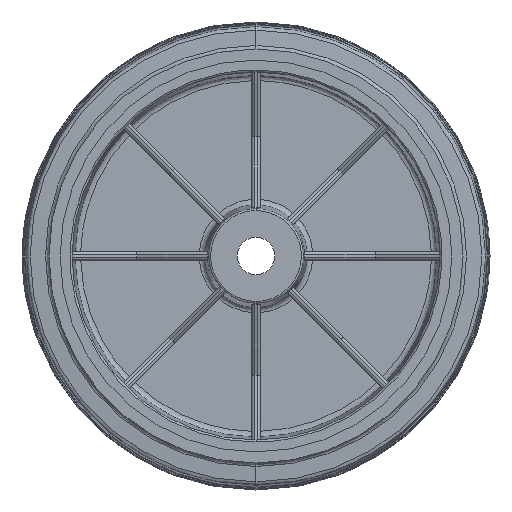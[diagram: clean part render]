
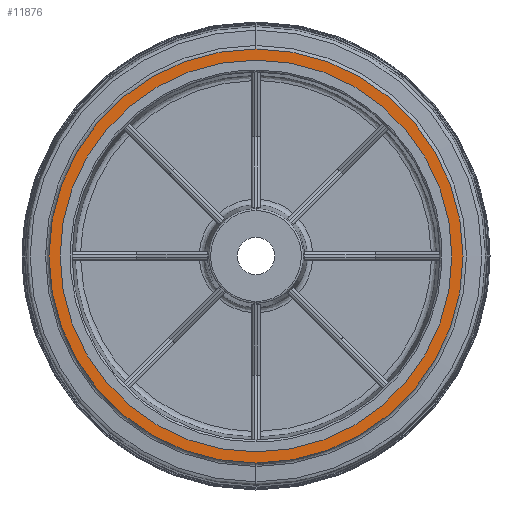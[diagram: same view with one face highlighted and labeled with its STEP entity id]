
A CAD part, left-side view. The second image highlights one B-rep face of the part: STEP entity #11876.
In plain terms, the highlighted planar face has unit normal (-1, 0, 0).
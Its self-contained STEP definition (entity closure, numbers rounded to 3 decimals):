
#380 = CARTESIAN_POINT ( 'NONE',  ( -30., 0., 0. ) ) ;
#451 = FACE_OUTER_BOUND ( 'NONE', #6412, .T. ) ;
#827 = AXIS2_PLACEMENT_3D ( 'NONE', #380, #5207, #10112 ) ;
#2810 = VERTEX_POINT ( 'NONE', #3581 ) ;
#3274 = AXIS2_PLACEMENT_3D ( 'NONE', #11422, #14930, #10232 ) ;
#3283 = ORIENTED_EDGE ( 'NONE', *, *, #7510, .T. ) ;
#3581 = CARTESIAN_POINT ( 'NONE',  ( -30., 0., 111. ) ) ;
#3995 = DIRECTION ( 'NONE',  ( -1., 0., 0. ) ) ;
#4054 = FACE_BOUND ( 'NONE', #4615, .T. ) ;
#4615 = EDGE_LOOP ( 'NONE', ( #5501, #11996 ) ) ;
#4758 = CIRCLE ( 'NONE', #14228, 111. ) ;
#5207 = DIRECTION ( 'NONE',  ( -1., 0., 0. ) ) ;
#5501 = ORIENTED_EDGE ( 'NONE', *, *, #7434, .T. ) ;
#5786 = EDGE_CURVE ( 'NONE', #2810, #11698, #4758, .T. ) ;
#6226 = CARTESIAN_POINT ( 'NONE',  ( -30., 0., 0. ) ) ;
#6412 = EDGE_LOOP ( 'NONE', ( #3283, #15001 ) ) ;
#6555 = CIRCLE ( 'NONE', #7266, 105. ) ;
#6978 = CIRCLE ( 'NONE', #3274, 105. ) ;
#7021 = CIRCLE ( 'NONE', #827, 111. ) ;
#7034 = EDGE_CURVE ( 'NONE', #11636, #8835, #6978, .T. ) ;
#7266 = AXIS2_PLACEMENT_3D ( 'NONE', #6226, #14571, #13420 ) ;
#7434 = EDGE_CURVE ( 'NONE', #8835, #11636, #6555, .T. ) ;
#7469 = DIRECTION ( 'NONE',  ( 0., 0., -1. ) ) ;
#7510 = EDGE_CURVE ( 'NONE', #11698, #2810, #7021, .T. ) ;
#7612 = DIRECTION ( 'NONE',  ( -1., 0., 0. ) ) ;
#8513 = AXIS2_PLACEMENT_3D ( 'NONE', #11049, #7612, #13651 ) ;
#8835 = VERTEX_POINT ( 'NONE', #10547 ) ;
#10112 = DIRECTION ( 'NONE',  ( 0., 0., -1. ) ) ;
#10232 = DIRECTION ( 'NONE',  ( 0., 0., -1. ) ) ;
#10547 = CARTESIAN_POINT ( 'NONE',  ( -30., 0., -105. ) ) ;
#11049 = CARTESIAN_POINT ( 'NONE',  ( -30., 108., 0. ) ) ;
#11422 = CARTESIAN_POINT ( 'NONE',  ( -30., 0., 0. ) ) ;
#11636 = VERTEX_POINT ( 'NONE', #14356 ) ;
#11698 = VERTEX_POINT ( 'NONE', #13087 ) ;
#11876 = ADVANCED_FACE ( 'NONE', ( #4054, #451 ), #12458, .T. ) ;
#11996 = ORIENTED_EDGE ( 'NONE', *, *, #7034, .T. ) ;
#12458 = PLANE ( 'NONE',  #8513 ) ;
#12558 = CARTESIAN_POINT ( 'NONE',  ( -30., 0., 0. ) ) ;
#13087 = CARTESIAN_POINT ( 'NONE',  ( -30., 0., -111. ) ) ;
#13420 = DIRECTION ( 'NONE',  ( 0., 0., -1. ) ) ;
#13651 = DIRECTION ( 'NONE',  ( 0., 0., 1. ) ) ;
#14228 = AXIS2_PLACEMENT_3D ( 'NONE', #12558, #3995, #7469 ) ;
#14356 = CARTESIAN_POINT ( 'NONE',  ( -30., 0., 105. ) ) ;
#14571 = DIRECTION ( 'NONE',  ( 1., 0., 0. ) ) ;
#14930 = DIRECTION ( 'NONE',  ( 1., 0., 0. ) ) ;
#15001 = ORIENTED_EDGE ( 'NONE', *, *, #5786, .T. ) ;
